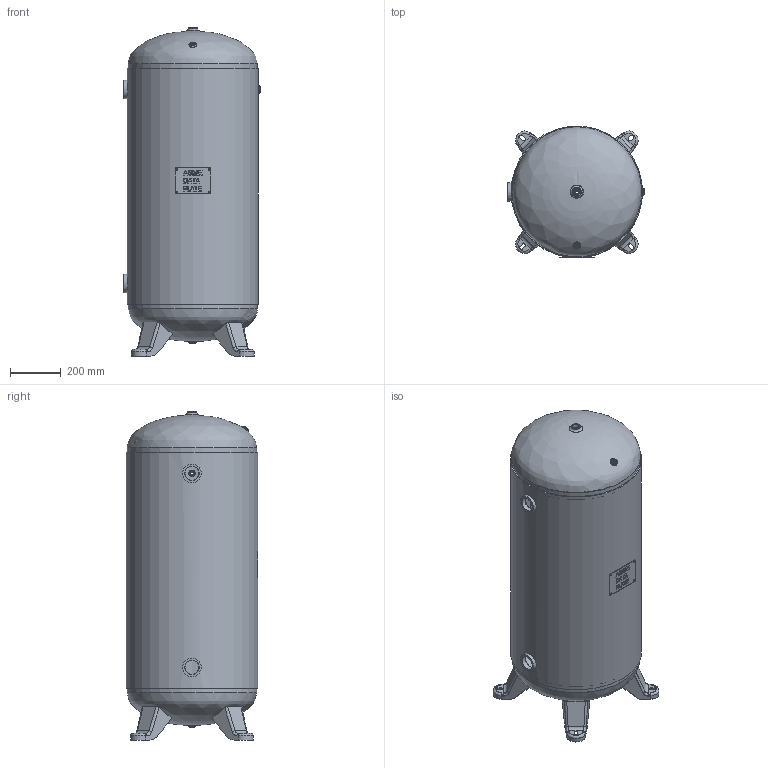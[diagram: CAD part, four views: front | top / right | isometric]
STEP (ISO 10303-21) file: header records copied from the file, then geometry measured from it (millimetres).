
FILE_DESCRIPTION(/* description */ ('20 X 48 200# VERT ASME STOCK 60 GAL'),/* implementation_level */ '2;1');
FILE_NAME(/* name */ 'SPVG_A10043.stp',/* time_stamp */ '2020-09-22T10:41:30-05:00',/* author */ ('kim.thoune'),/* organization */ ('STEEL FAB CATATLOG'),/* preprocessor_version */ 'ST-DEVELOPER v17.2',/* originating_system */ 'Autodesk Inventor 2019',/* authorisation */ 'CHECKERS BOSS');
FILE_SCHEMA (('AUTOMOTIVE_DESIGN { 1 0 10303 214 3 1 1 }'));
Length unit declared in the file: inch
Products named in the file (12): A10043; 37-4219; A10043-2HD; 910-800; A10043-3HD; 910-800_1; 46-4134; F100250; F100750; S100003S; 60-140; 64-053
Assembly tree (17 placements, depth 3):
  A10043
    37-4219
    A10043-2HD
      910-800
    A10043-3HD
      910-800_1
    46-4134  x2
    F100250  x3
    F100750
    S100003S  x4
    60-140
      64-053
Bounding box: 536.56 x 516.58 x 1289.05 mm (x, y, z)
Volume: 8308157.4 mm3; surface area: 4598517.7 mm2
Topology: 14 solids, 14 shells, 411 faces, 1063 edges, 704 vertices
Faces by surface type: plane 220, cylinder 103, bspline 57, torus 24, cone 7
Full cylindrical faces by diameter (mm): 6.35 x4, 11.455 x3, 26.175 x3, 35.7 x1, 36.909 x1, 52.387 x1, 55.169 x2, 65.1 x2, 66.675 x2, 73.025 x2, 501.701 x2, 508 x3, 515.925 x1
Entity records: 10535 total; most frequent: CARTESIAN_POINT 3491, ORIENTED_EDGE 1420, DIRECTION 1252, EDGE_CURVE 710, LINE 482, VECTOR 482, VERTEX_POINT 477, AXIS2_PLACEMENT_3D 385
